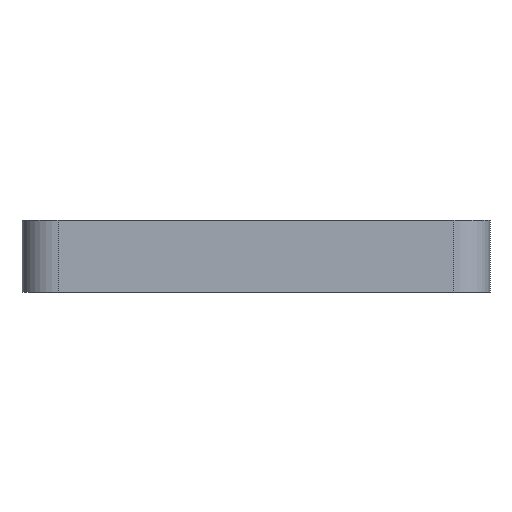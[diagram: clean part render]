
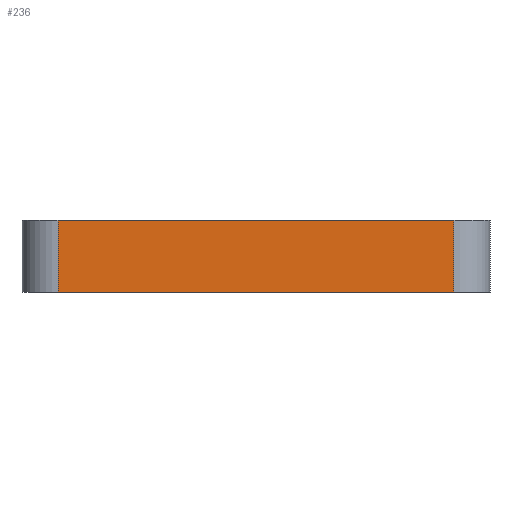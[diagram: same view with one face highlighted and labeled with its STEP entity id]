
A CAD part, left-side view. The second image highlights one B-rep face of the part: STEP entity #236.
In plain terms, the highlighted planar face has unit normal (-1, 0, 0).
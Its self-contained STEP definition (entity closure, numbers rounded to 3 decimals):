
#236=ADVANCED_FACE('',(#526),#527,.T.);
#526=FACE_OUTER_BOUND('',#828,.T.);
#527=PLANE('',#829);
#828=EDGE_LOOP('',(#1485,#1486,#1487,#1488));
#829=AXIS2_PLACEMENT_3D('',#1489,#1490,#1491);
#1485=ORIENTED_EDGE('',*,*,#1953,.F.);
#1486=ORIENTED_EDGE('',*,*,#1979,.T.);
#1487=ORIENTED_EDGE('',*,*,#1736,.T.);
#1488=ORIENTED_EDGE('',*,*,#1760,.T.);
#1489=CARTESIAN_POINT('',(-342.5,0.0,0.0));
#1490=DIRECTION('',(-1.0,0.,0.0));
#1491=DIRECTION('',(0.,-1.0,0.0));
#1736=EDGE_CURVE('',#2089,#2087,#2090,.T.);
#1760=EDGE_CURVE('',#2087,#2129,#2131,.T.);
#1953=EDGE_CURVE('',#2425,#2129,#2427,.T.);
#1979=EDGE_CURVE('',#2425,#2089,#2458,.F.);
#2087=VERTEX_POINT('',#2577);
#2089=VERTEX_POINT('',#2579);
#2090=LINE('',#2580,#2581);
#2129=VERTEX_POINT('',#2631);
#2131=LINE('',#2633,#2634);
#2425=VERTEX_POINT('',#3019);
#2427=LINE('',#3021,#3022);
#2458=LINE('',#3063,#3064);
#2577=CARTESIAN_POINT('',(-342.5,-110.0,0.0));
#2579=CARTESIAN_POINT('',(-342.5,110.0,0.0));
#2580=CARTESIAN_POINT('',(-342.5,0.0,0.0));
#2581=VECTOR('',#3191,1.0);
#2631=CARTESIAN_POINT('',(-342.5,-110.0,40.0));
#2633=CARTESIAN_POINT('',(-342.5,-110.0,0.0));
#2634=VECTOR('',#3230,1.0);
#3019=CARTESIAN_POINT('',(-342.5,110.0,40.0));
#3021=CARTESIAN_POINT('',(-342.5,0.0,40.0));
#3022=VECTOR('',#3478,1.0);
#3063=CARTESIAN_POINT('',(-342.5,110.0,0.0));
#3064=VECTOR('',#3522,1.0);
#3191=DIRECTION('',(0.,-1.0,0.0));
#3230=DIRECTION('',(0.0,0.0,1.0));
#3478=DIRECTION('',(0.,-1.0,0.0));
#3522=DIRECTION('',(0.0,0.0,1.0));
